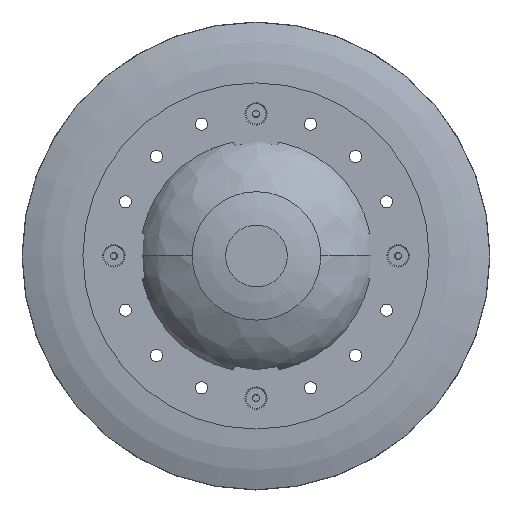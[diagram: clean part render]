
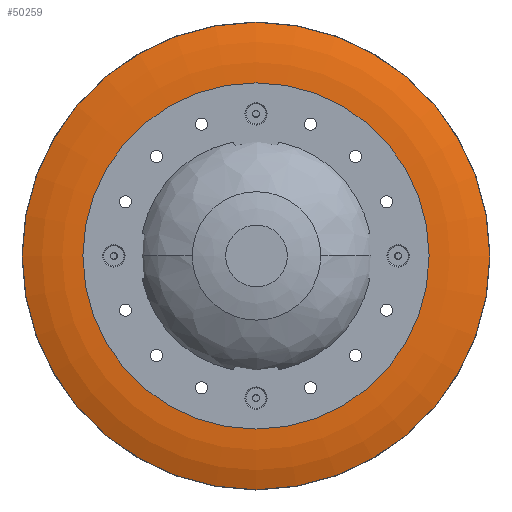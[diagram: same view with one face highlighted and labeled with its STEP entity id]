
A CAD part, top view. The second image highlights one B-rep face of the part: STEP entity #50259.
In plain terms, the highlighted toroidal (fillet/blend) face has major radius 85.25 mm and minor radius 78 mm.
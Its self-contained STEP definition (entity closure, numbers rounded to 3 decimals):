
#10760=FACE_OUTER_BOUND('',#13818,.T.);
#13818=EDGE_LOOP('',(#46827,#46828,#46829,#46830,#46831,#46832));
#19067=CIRCLE('',#54962,85.25);
#19068=CIRCLE('',#54963,85.25);
#19103=CIRCLE('',#55019,115.127);
#19104=CIRCLE('',#55020,115.127);
#19106=CIRCLE('',#55023,78.);
#23886=VERTEX_POINT('',#221482);
#23887=VERTEX_POINT('',#221483);
#23920=VERTEX_POINT('',#221591);
#23921=VERTEX_POINT('',#221592);
#31641=EDGE_CURVE('',#23886,#23887,#19067,.T.);
#31642=EDGE_CURVE('',#23887,#23886,#19068,.T.);
#31695=EDGE_CURVE('',#23920,#23921,#19103,.T.);
#31696=EDGE_CURVE('',#23921,#23920,#19104,.T.);
#31698=EDGE_CURVE('',#23887,#23921,#19106,.T.);
#46827=ORIENTED_EDGE('',*,*,#31641,.F.);
#46828=ORIENTED_EDGE('',*,*,#31642,.F.);
#46829=ORIENTED_EDGE('',*,*,#31698,.T.);
#46830=ORIENTED_EDGE('',*,*,#31696,.T.);
#46831=ORIENTED_EDGE('',*,*,#31695,.T.);
#46832=ORIENTED_EDGE('',*,*,#31698,.F.);
#47367=TOROIDAL_SURFACE('',#55022,85.25,78.);
#50259=ADVANCED_FACE('',(#10760),#47367,.T.);
#54962=AXIS2_PLACEMENT_3D('',#221484,#65836,#65837);
#54963=AXIS2_PLACEMENT_3D('',#221485,#65838,#65839);
#55019=AXIS2_PLACEMENT_3D('',#221593,#65968,#65969);
#55020=AXIS2_PLACEMENT_3D('',#221594,#65970,#65971);
#55022=AXIS2_PLACEMENT_3D('',#221596,#65974,#65975);
#55023=AXIS2_PLACEMENT_3D('',#221597,#65976,#65977);
#65836=DIRECTION('center_axis',(0.,1.,0.));
#65837=DIRECTION('ref_axis',(1.,0.,0.));
#65838=DIRECTION('center_axis',(0.,1.,0.));
#65839=DIRECTION('ref_axis',(1.,0.,0.));
#65968=DIRECTION('center_axis',(0.,1.,0.));
#65969=DIRECTION('ref_axis',(1.,0.,0.));
#65970=DIRECTION('center_axis',(0.,1.,0.));
#65971=DIRECTION('ref_axis',(1.,0.,0.));
#65974=DIRECTION('center_axis',(0.,1.,0.));
#65975=DIRECTION('ref_axis',(0.,0.,1.));
#65976=DIRECTION('center_axis',(-1.,0.,0.));
#65977=DIRECTION('ref_axis',(0.,0.,-1.));
#221482=CARTESIAN_POINT('',(-140.5,7.,0.));
#221483=CARTESIAN_POINT('',(-55.25,7.,-85.25));
#221484=CARTESIAN_POINT('Origin',(-55.25,7.,0.));
#221485=CARTESIAN_POINT('Origin',(-55.25,7.,0.));
#221591=CARTESIAN_POINT('',(-170.377,1.051,0.));
#221592=CARTESIAN_POINT('',(-55.25,1.051,-115.127));
#221593=CARTESIAN_POINT('Origin',(-55.25,1.051,0.));
#221594=CARTESIAN_POINT('Origin',(-55.25,1.051,0.));
#221596=CARTESIAN_POINT('Origin',(-55.25,-71.,0.));
#221597=CARTESIAN_POINT('Origin',(-55.25,-71.,-85.25));
